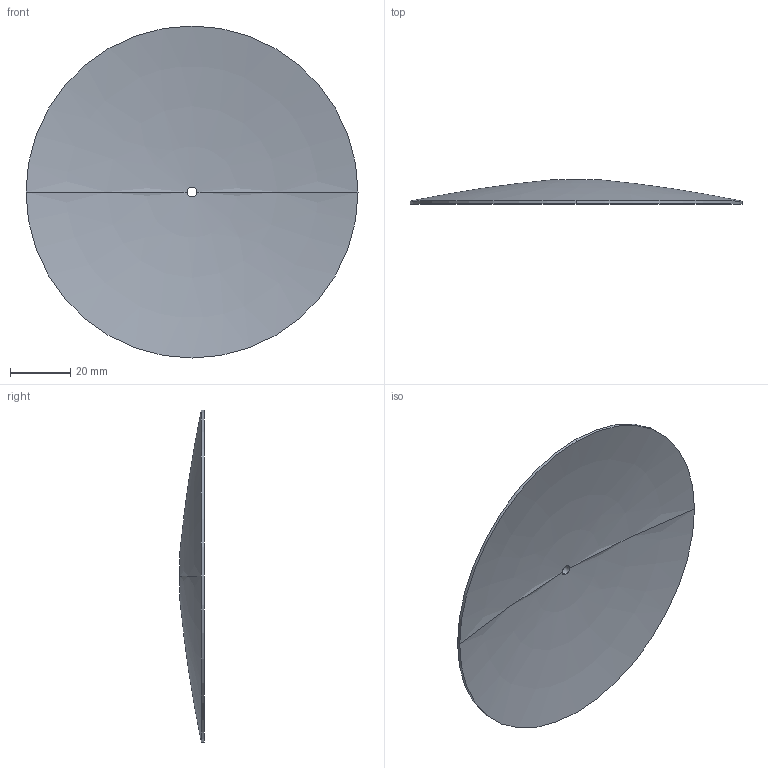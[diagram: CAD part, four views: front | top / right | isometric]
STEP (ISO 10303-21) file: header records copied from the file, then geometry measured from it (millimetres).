
FILE_DESCRIPTION (( 'STEP AP214' ), '1' );
FILE_NAME ('Cymbal_11cm.STEP', '2025-08-21T04:05:19', ( '' ), ( '' ), 'SwSTEP 2.0', 'SolidWorks 2024', '' );
FILE_SCHEMA (( 'AUTOMOTIVE_DESIGN' ));
Length unit declared in the file: millimetre
Products named in the file (1): Cymbal_11cm
Bounding box: 110 x 8.1 x 110 mm (x, y, z)
Volume: 16283 mm3; surface area: 19566.7 mm2
Topology: 1 solids, 1 shells, 9 faces, 24 edges, 16 vertices
Faces by surface type: bspline 4, cylinder 4, plane 1
Entity records: 349 total; most frequent: CARTESIAN_POINT 102, DIRECTION 48, ORIENTED_EDGE 48, EDGE_CURVE 24, AXIS2_PLACEMENT_3D 22, VERTEX_POINT 16, CIRCLE 16, EDGE_LOOP 10
